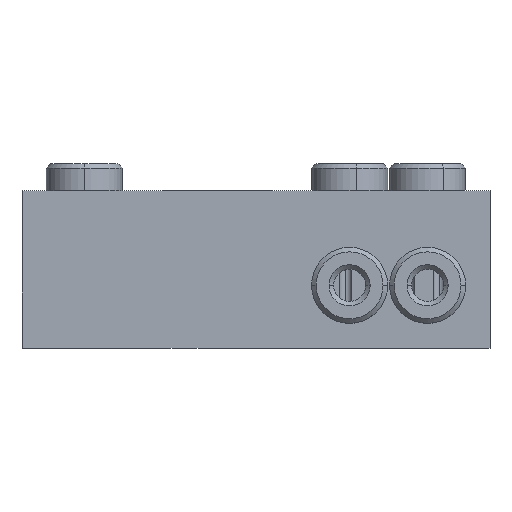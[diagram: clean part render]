
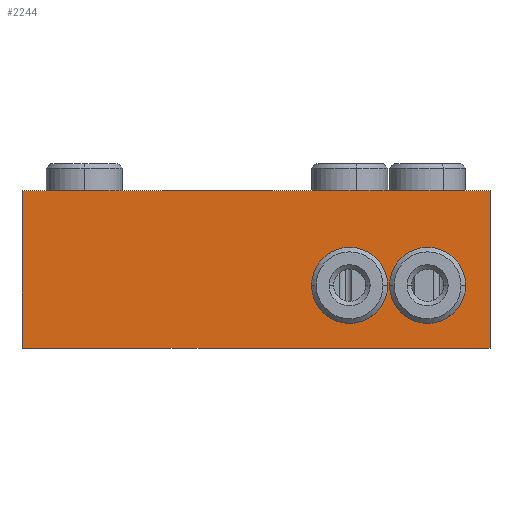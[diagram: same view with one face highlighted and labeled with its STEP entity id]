
A CAD part, top view. The second image highlights one B-rep face of the part: STEP entity #2244.
In plain terms, the highlighted planar face has unit normal (0, 0, 1).
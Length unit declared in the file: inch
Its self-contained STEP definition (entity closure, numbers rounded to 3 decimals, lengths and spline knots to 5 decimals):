
#51 = EDGE_CURVE ( 'NONE', #2893, #1669, #315, .T. ) ;
#57 = VERTEX_POINT ( 'NONE', #3017 ) ;
#90 = VECTOR ( 'NONE', #4098, 39.37008 ) ;
#98 = CARTESIAN_POINT ( 'NONE',  ( 2.625, 0.5025, 0.25 ) ) ;
#219 = CARTESIAN_POINT ( 'NONE',  ( 3.75, 0., 0.25 ) ) ;
#225 = AXIS2_PLACEMENT_3D ( 'NONE', #98, #2207, #4346 ) ;
#241 = VECTOR ( 'NONE', #1955, 39.37008 ) ;
#315 = LINE ( 'NONE', #895, #90 ) ;
#349 = ORIENTED_EDGE ( 'NONE', *, *, #973, .F. ) ;
#361 = PLANE ( 'NONE',  #3027 ) ;
#362 = LINE ( 'NONE', #219, #241 ) ;
#376 = DIRECTION ( 'NONE',  ( 1., 0., 0. ) ) ;
#404 = FACE_BOUND ( 'NONE', #4368, .T. ) ;
#431 = CARTESIAN_POINT ( 'NONE',  ( 0., 0., 0.25 ) ) ;
#470 = AXIS2_PLACEMENT_3D ( 'NONE', #1568, #3700, #4075 ) ;
#501 = ORIENTED_EDGE ( 'NONE', *, *, #4294, .T. ) ;
#503 = CIRCLE ( 'NONE', #2421, 0.255 ) ;
#553 = ORIENTED_EDGE ( 'NONE', *, *, #1190, .F. ) ;
#641 = EDGE_LOOP ( 'NONE', ( #2768, #501, #553, #4323 ) ) ;
#655 = VERTEX_POINT ( 'NONE', #1532 ) ;
#702 = DIRECTION ( 'NONE',  ( 0., 0., -1. ) ) ;
#895 = CARTESIAN_POINT ( 'NONE',  ( 3.75, 0., 0.25 ) ) ;
#937 = CARTESIAN_POINT ( 'NONE',  ( 3.25, 0.5025, 0.25 ) ) ;
#970 = EDGE_CURVE ( 'NONE', #2750, #655, #1127, .T. ) ;
#973 = EDGE_CURVE ( 'NONE', #655, #2750, #1947, .T. ) ;
#993 = EDGE_CURVE ( 'NONE', #2893, #57, #1012, .T. ) ;
#1012 = LINE ( 'NONE', #3628, #3739 ) ;
#1064 = DIRECTION ( 'NONE',  ( 0., 0., 1. ) ) ;
#1104 = ORIENTED_EDGE ( 'NONE', *, *, #970, .F. ) ;
#1127 = CIRCLE ( 'NONE', #225, 0.255 ) ;
#1190 = EDGE_CURVE ( 'NONE', #1669, #3139, #362, .T. ) ;
#1292 = DIRECTION ( 'NONE',  ( 1., 0., 0. ) ) ;
#1294 = ORIENTED_EDGE ( 'NONE', *, *, #1300, .F. ) ;
#1300 = EDGE_CURVE ( 'NONE', #1307, #2652, #2495, .T. ) ;
#1307 = VERTEX_POINT ( 'NONE', #2202 ) ;
#1320 = AXIS2_PLACEMENT_3D ( 'NONE', #2872, #1064, #376 ) ;
#1367 = VECTOR ( 'NONE', #1506, 39.37008 ) ;
#1506 = DIRECTION ( 'NONE',  ( 0., -1., 0. ) ) ;
#1532 = CARTESIAN_POINT ( 'NONE',  ( 2.88, 0.5025, 0.25 ) ) ;
#1568 = CARTESIAN_POINT ( 'NONE',  ( 2.625, 0.5025, 0.25 ) ) ;
#1580 = CARTESIAN_POINT ( 'NONE',  ( 3.75, 0., 0.25 ) ) ;
#1669 = VERTEX_POINT ( 'NONE', #1580 ) ;
#1826 = CARTESIAN_POINT ( 'NONE',  ( 2.37, 0.5025, 0.25 ) ) ;
#1839 = DIRECTION ( 'NONE',  ( -1., 0., 0. ) ) ;
#1947 = CIRCLE ( 'NONE', #470, 0.255 ) ;
#1955 = DIRECTION ( 'NONE',  ( -1., 0., 0. ) ) ;
#1957 = CARTESIAN_POINT ( 'NONE',  ( 3.75, 1.26, 0.25 ) ) ;
#2202 = CARTESIAN_POINT ( 'NONE',  ( 3.505, 0.5025, 0.25 ) ) ;
#2207 = DIRECTION ( 'NONE',  ( 0., 0., 1. ) ) ;
#2221 = ORIENTED_EDGE ( 'NONE', *, *, #3250, .F. ) ;
#2244 = ADVANCED_FACE ( 'NONE', ( #4064, #404, #3945 ), #361, .F. ) ;
#2421 = AXIS2_PLACEMENT_3D ( 'NONE', #937, #3423, #1292 ) ;
#2495 = CIRCLE ( 'NONE', #1320, 0.255 ) ;
#2574 = CARTESIAN_POINT ( 'NONE',  ( 0., 0., 0.25 ) ) ;
#2652 = VERTEX_POINT ( 'NONE', #4289 ) ;
#2750 = VERTEX_POINT ( 'NONE', #1826 ) ;
#2768 = ORIENTED_EDGE ( 'NONE', *, *, #993, .T. ) ;
#2872 = CARTESIAN_POINT ( 'NONE',  ( 3.25, 0.5025, 0.25 ) ) ;
#2893 = VERTEX_POINT ( 'NONE', #1957 ) ;
#3017 = CARTESIAN_POINT ( 'NONE',  ( 0., 1.26, 0.25 ) ) ;
#3027 = AXIS2_PLACEMENT_3D ( 'NONE', #4234, #702, #3191 ) ;
#3139 = VERTEX_POINT ( 'NONE', #2574 ) ;
#3191 = DIRECTION ( 'NONE',  ( -1., 0., 0. ) ) ;
#3250 = EDGE_CURVE ( 'NONE', #2652, #1307, #503, .T. ) ;
#3293 = EDGE_LOOP ( 'NONE', ( #1294, #2221 ) ) ;
#3423 = DIRECTION ( 'NONE',  ( 0., 0., 1. ) ) ;
#3628 = CARTESIAN_POINT ( 'NONE',  ( 3.75, 1.26, 0.25 ) ) ;
#3700 = DIRECTION ( 'NONE',  ( 0., 0., 1. ) ) ;
#3739 = VECTOR ( 'NONE', #1839, 39.37008 ) ;
#3945 = FACE_OUTER_BOUND ( 'NONE', #641, .T. ) ;
#4064 = FACE_BOUND ( 'NONE', #3293, .T. ) ;
#4075 = DIRECTION ( 'NONE',  ( 1., 0., 0. ) ) ;
#4098 = DIRECTION ( 'NONE',  ( 0., -1., 0. ) ) ;
#4234 = CARTESIAN_POINT ( 'NONE',  ( 3.75, 0., 0.25 ) ) ;
#4289 = CARTESIAN_POINT ( 'NONE',  ( 2.995, 0.5025, 0.25 ) ) ;
#4294 = EDGE_CURVE ( 'NONE', #57, #3139, #4428, .T. ) ;
#4323 = ORIENTED_EDGE ( 'NONE', *, *, #51, .F. ) ;
#4346 = DIRECTION ( 'NONE',  ( 1., 0., 0. ) ) ;
#4368 = EDGE_LOOP ( 'NONE', ( #349, #1104 ) ) ;
#4428 = LINE ( 'NONE', #431, #1367 ) ;
